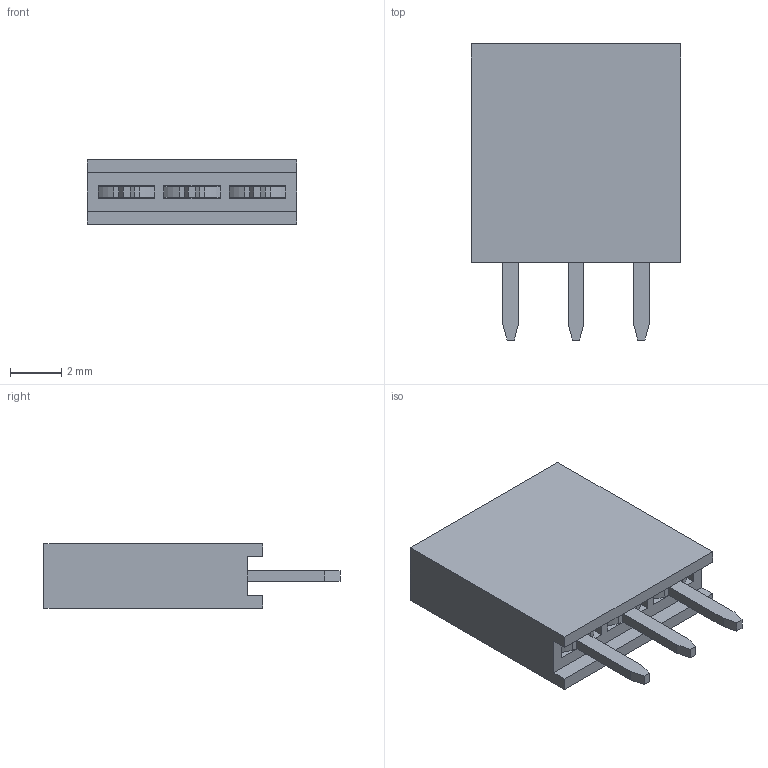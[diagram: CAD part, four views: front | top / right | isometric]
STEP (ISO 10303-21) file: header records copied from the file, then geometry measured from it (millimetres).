
FILE_DESCRIPTION (( 'STEP AP214' ), '1' );
FILE_NAME ('397E8B10-B569-46BB-8965-84F95900D488.STEP', '2023-07-19T22:04:55', ( '' ), ( '' ), 'SwSTEP 2.0', 'SolidWorks 2022', '' );
FILE_SCHEMA (( 'AUTOMOTIVE_DESIGN' ));
Length unit declared in the file: millimetre
Products named in the file (1): 397E8B10-B569-46BB-8965-84F95900D488
Bounding box: 8.12 x 11.5 x 2.5 mm (x, y, z)
Volume: 146.1 mm3; surface area: 462.2 mm2
Topology: 4 solids, 4 shells, 127 faces, 345 edges, 226 vertices
Faces by surface type: plane 97, cylinder 30
Entity records: 4674 total; most frequent: CARTESIAN_POINT 699, ORIENTED_EDGE 690, DIRECTION 661, EDGE_CURVE 345, LINE 285, VECTOR 285, VERTEX_POINT 226, AXIS2_PLACEMENT_3D 188
